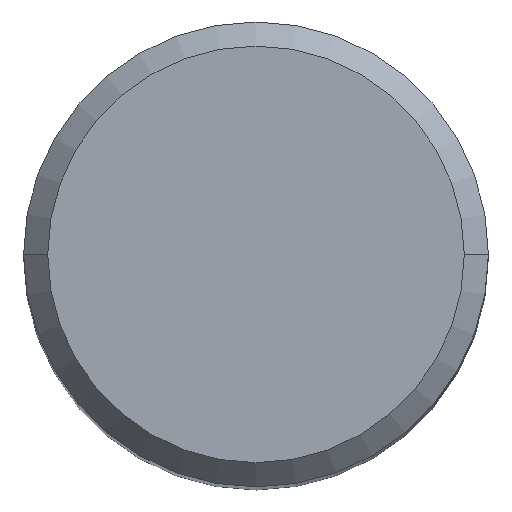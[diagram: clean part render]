
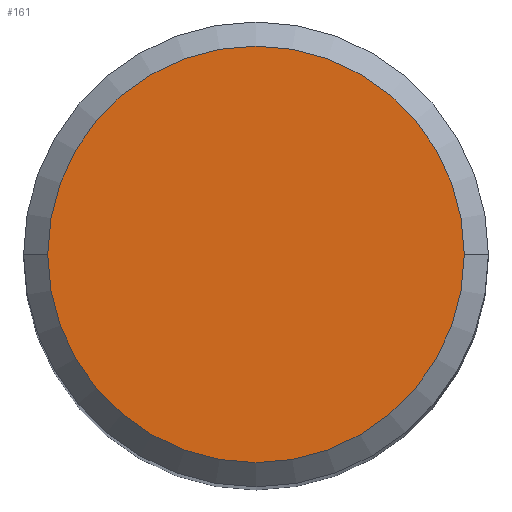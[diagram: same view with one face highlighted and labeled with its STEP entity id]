
A CAD part, top view. The second image highlights one B-rep face of the part: STEP entity #161.
In plain terms, the highlighted planar face has unit normal (0, 0, 1).
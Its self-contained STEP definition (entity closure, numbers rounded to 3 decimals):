
#37=CARTESIAN_POINT('',(0.,0.,20.));
#38=DIRECTION('',(0.,0.,1.));
#39=DIRECTION('',(-1.,0.,0.));
#40=AXIS2_PLACEMENT_3D('',#37,#38,#39);
#42=CARTESIAN_POINT('',(0.,0.,20.));
#43=DIRECTION('',(0.,0.,1.));
#44=DIRECTION('',(1.,0.,0.));
#45=AXIS2_PLACEMENT_3D('',#42,#43,#44);
#65=CARTESIAN_POINT('',(-2.24,0.,20.));
#66=CARTESIAN_POINT('',(2.24,0.,20.));
#67=VERTEX_POINT('',#65);
#68=VERTEX_POINT('',#66);
#151=CARTESIAN_POINT('',(0.,0.,20.));
#152=DIRECTION('',(0.,0.,1.));
#153=DIRECTION('',(1.,0.,0.));
#154=AXIS2_PLACEMENT_3D('',#151,#152,#153);
#155=PLANE('',#154);
#157=ORIENTED_EDGE('',*,*,#156,.F.);
#158=ORIENTED_EDGE('',*,*,#141,.F.);
#159=EDGE_LOOP('',(#157,#158));
#160=FACE_OUTER_BOUND('',#159,.F.);
#161=ADVANCED_FACE('',(#160),#155,.T.);
#41=CIRCLE('',#40,2.24);
#46=CIRCLE('',#45,2.24);
#141=EDGE_CURVE('',#68,#67,#46,.T.);
#156=EDGE_CURVE('',#67,#68,#41,.T.);
